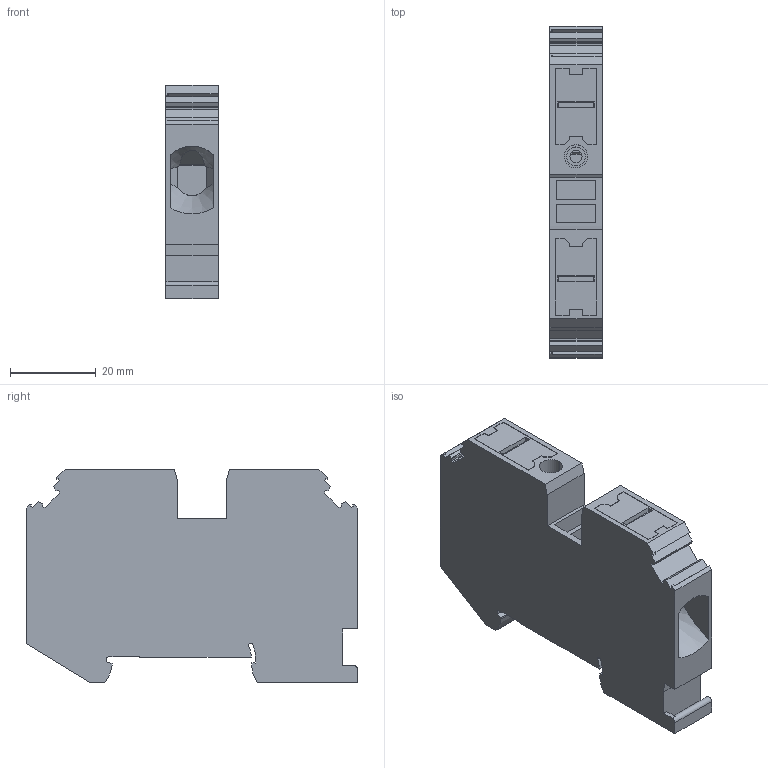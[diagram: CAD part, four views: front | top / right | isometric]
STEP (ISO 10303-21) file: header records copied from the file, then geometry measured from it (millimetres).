
FILE_DESCRIPTION(('CATIA V5 STEP Exchange','CAx-IF Rec.Pracs.--- Model Styling and Organization---1.5--- 2016-08-15','CAx-IF Rec.Pracs.---Supplemental Geometry---1.0---2011-11-01','CAx-IF Rec.Pracs.--- Composite Materials ---1.1---2010-07-15'),'2;1');
FILE_NAME ('2030150-1_1', '2024-10-28T14:27:27+00:00', ('none'), ('Weidmueller'), 'CATIA Version 5-6 Release 2022 SP4 HF5', 'CATIA V5 STEP AP214 v3', 'none');
FILE_SCHEMA(('AUTOMOTIVE_DESIGN { 1 0 10303 214 1 1 1 1 }'));
Length unit declared in the file: millimetre
Products named in the file (1): SL2C 16
Bounding box: 12.15 x 77.2 x 49.75 mm (x, y, z)
Volume: 34033 mm3; surface area: 15091.7 mm2
Topology: 3 solids, 3 shells, 226 faces, 630 edges, 421 vertices
Faces by surface type: plane 207, cylinder 15, cone 4
Entity records: 7014 total; most frequent: CARTESIAN_POINT 1580, ORIENTED_EDGE 1260, DIRECTION 876, EDGE_CURVE 630, VECTOR 552, LINE 552, VERTEX_POINT 421, EDGE_LOOP 237
